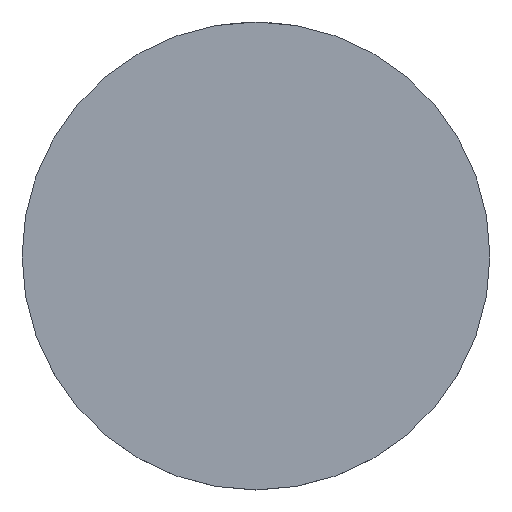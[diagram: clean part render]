
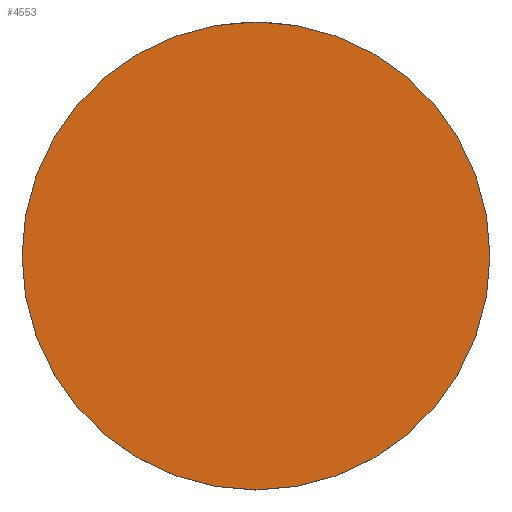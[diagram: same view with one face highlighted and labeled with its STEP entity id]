
A CAD part, top view. The second image highlights one B-rep face of the part: STEP entity #4553.
In plain terms, the highlighted planar face has unit normal (0, 0, 1).
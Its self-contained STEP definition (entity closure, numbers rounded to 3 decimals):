
#69 = FACE_OUTER_BOUND ( 'NONE', #743, .T. ) ;
#163 = VERTEX_POINT ( 'NONE', #8091 ) ;
#540 = CIRCLE ( 'NONE', #566, 1405. ) ;
#563 = ORIENTED_EDGE ( 'NONE', *, *, #2844, .T. ) ;
#566 = AXIS2_PLACEMENT_3D ( 'NONE', #9658, #5088, #11376 ) ;
#743 = EDGE_LOOP ( 'NONE', ( #563, #9577 ) ) ;
#831 = CARTESIAN_POINT ( 'NONE',  ( 1405., 0., 165. ) ) ;
#2077 = AXIS2_PLACEMENT_3D ( 'NONE', #3556, #10853, #9004 ) ;
#2844 = EDGE_CURVE ( 'NONE', #163, #7149, #8316, .T. ) ;
#3199 = AXIS2_PLACEMENT_3D ( 'NONE', #3637, #7136, #7073 ) ;
#3556 = CARTESIAN_POINT ( 'NONE',  ( 0., 0., 165. ) ) ;
#3637 = CARTESIAN_POINT ( 'NONE',  ( 0., 0., 165. ) ) ;
#3652 = EDGE_CURVE ( 'NONE', #7149, #163, #540, .T. ) ;
#4553 = ADVANCED_FACE ( 'NONE', ( #69 ), #7288, .T. ) ;
#5088 = DIRECTION ( 'NONE',  ( 0., 0., 1. ) ) ;
#7073 = DIRECTION ( 'NONE',  ( 1., 0., 0. ) ) ;
#7136 = DIRECTION ( 'NONE',  ( 0., 0., 1. ) ) ;
#7149 = VERTEX_POINT ( 'NONE', #831 ) ;
#7288 = PLANE ( 'NONE',  #2077 ) ;
#8091 = CARTESIAN_POINT ( 'NONE',  ( -1405., 0., 165. ) ) ;
#8316 = CIRCLE ( 'NONE', #3199, 1405. ) ;
#9004 = DIRECTION ( 'NONE',  ( 1., 0., 0. ) ) ;
#9577 = ORIENTED_EDGE ( 'NONE', *, *, #3652, .T. ) ;
#9658 = CARTESIAN_POINT ( 'NONE',  ( 0., 0., 165. ) ) ;
#10853 = DIRECTION ( 'NONE',  ( 0., 0., 1. ) ) ;
#11376 = DIRECTION ( 'NONE',  ( 1., 0., 0. ) ) ;
